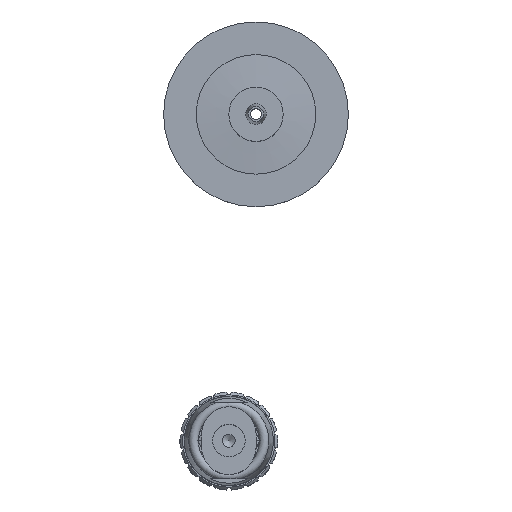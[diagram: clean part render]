
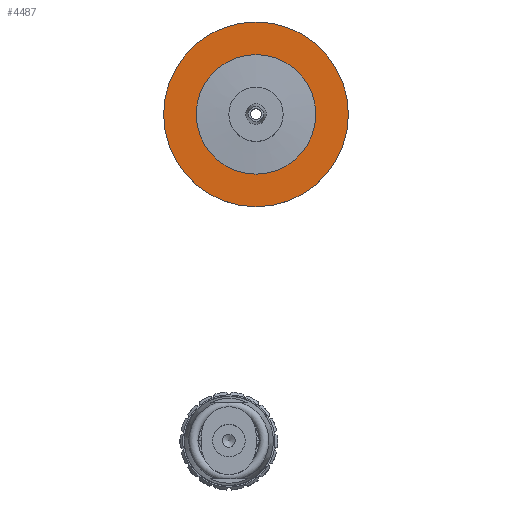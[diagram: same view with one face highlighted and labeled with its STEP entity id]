
A CAD part, top view. The second image highlights one B-rep face of the part: STEP entity #4487.
In plain terms, the highlighted face is planar.
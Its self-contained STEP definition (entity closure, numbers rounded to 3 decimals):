
#2204=PLANE('',#16636);
#4487=ADVANCED_FACE('',(#5134,#5135),#2204,.F.);
#5134=FACE_BOUND('',#6070,.T.);
#5135=FACE_BOUND('',#6071,.T.);
#6070=EDGE_LOOP('',(#10482));
#6071=EDGE_LOOP('',(#10483));
#6894=CIRCLE('',#16632,11.);
#6896=CIRCLE('',#16635,17.);
#10482=ORIENTED_EDGE('',*,*,#13971,.F.);
#10483=ORIENTED_EDGE('',*,*,#13969,.T.);
#12077=VERTEX_POINT('',#26512);
#12079=VERTEX_POINT('',#26517);
#13969=EDGE_CURVE('',#12077,#12077,#6894,.T.);
#13971=EDGE_CURVE('',#12079,#12079,#6896,.T.);
#16632=AXIS2_PLACEMENT_3D('',#26511,#20097,#20098);
#16635=AXIS2_PLACEMENT_3D('',#26516,#20103,#20104);
#16636=AXIS2_PLACEMENT_3D('',#26518,#20105,#20106);
#20097=DIRECTION('',(1.,0.,0.));
#20098=DIRECTION('',(0.,1.,0.));
#20103=DIRECTION('',(1.,0.,0.));
#20104=DIRECTION('',(0.,1.,0.));
#20105=DIRECTION('',(1.,0.,0.));
#20106=DIRECTION('',(0.,1.,0.));
#26511=CARTESIAN_POINT('',(25.966,-13.084,-30.346));
#26512=CARTESIAN_POINT('',(25.966,-2.084,-30.346));
#26516=CARTESIAN_POINT('',(25.966,-13.084,-30.346));
#26517=CARTESIAN_POINT('',(25.966,3.916,-30.346));
#26518=CARTESIAN_POINT('',(25.966,-2.084,-30.346));
